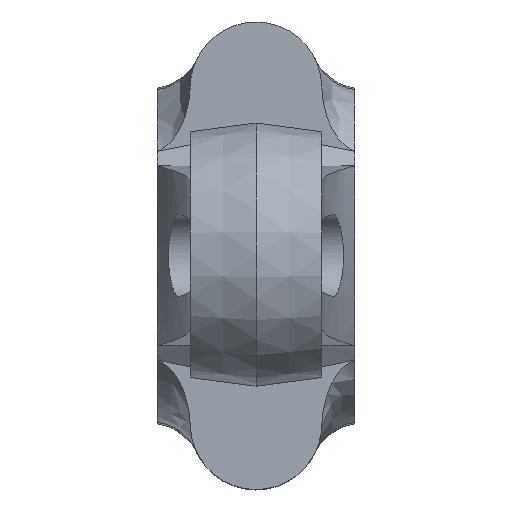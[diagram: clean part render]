
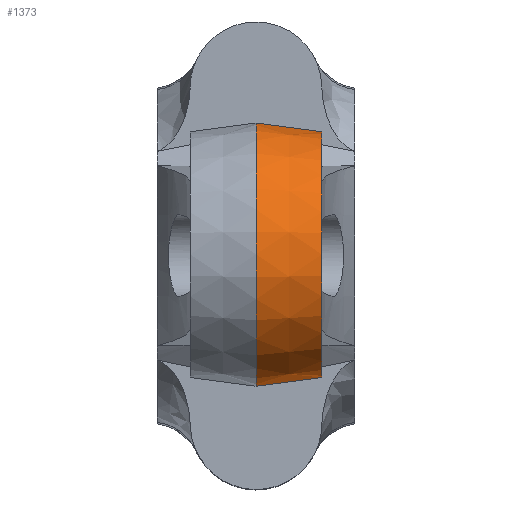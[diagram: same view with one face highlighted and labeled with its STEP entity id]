
A CAD part, top view. The second image highlights one B-rep face of the part: STEP entity #1373.
In plain terms, the highlighted conical face has half-angle 7.5 degrees and reference radius 20 mm.
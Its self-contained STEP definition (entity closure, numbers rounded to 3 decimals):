
#939=CARTESIAN_POINT('Vertex',(10.,18.683,120.)) ;
#942=CARTESIAN_POINT('Axis2P3D Location',(10.,0.,120.)) ;
#946=CARTESIAN_POINT('Vertex',(10.,-18.683,120.)) ;
#1335=CARTESIAN_POINT('Vertex',(0.,20.,120.)) ;
#1338=CARTESIAN_POINT('Line Origine',(5.,19.342,120.)) ;
#1350=CARTESIAN_POINT('Axis2P3D Location',(0.,0.,120.)) ;
#1355=CARTESIAN_POINT('Axis2P3D Location',(0.,0.,120.)) ;
#1359=CARTESIAN_POINT('Vertex',(0.,-20.,120.)) ;
#1362=CARTESIAN_POINT('Line Origine',(5.,-19.342,120.)) ;
#943=DIRECTION('Axis2P3D Direction',(1.,0.,0.)) ;
#1339=DIRECTION('Vector Direction',(-0.991,0.131,0.)) ;
#1351=DIRECTION('Axis2P3D Direction',(-1.,-0.,-0.)) ;
#1352=DIRECTION('Axis2P3D XDirection',(0.,1.,0.)) ;
#1356=DIRECTION('Axis2P3D Direction',(1.,0.,0.)) ;
#1363=DIRECTION('Vector Direction',(-0.991,-0.131,0.)) ;
#944=AXIS2_PLACEMENT_3D('Circle Axis2P3D',#942,#943,$) ;
#1353=AXIS2_PLACEMENT_3D('Cone Axis2P3D',#1350,#1351,#1352) ;
#1357=AXIS2_PLACEMENT_3D('Circle Axis2P3D',#1355,#1356,$) ;
#1368=ORIENTED_EDGE('',*,*,#948,.F.) ;
#1369=ORIENTED_EDGE('',*,*,#1342,.F.) ;
#1370=ORIENTED_EDGE('',*,*,#1361,.F.) ;
#1371=ORIENTED_EDGE('',*,*,#1366,.T.) ;
#1340=VECTOR('Line Direction',#1339,1.) ;
#1364=VECTOR('Line Direction',#1363,1.) ;
#1373=ADVANCED_FACE('PartBody',(#1372),#1354,.T.) ;
#945=CIRCLE('generated circle',#944,18.683) ;
#1358=CIRCLE('generated circle',#1357,20.) ;
#1354=CONICAL_SURFACE('Cone',#1353,20.,0.131) ;
#948=EDGE_CURVE('',#940,#947,#945,.T.) ;
#1342=EDGE_CURVE('',#1336,#940,#1341,.F.) ;
#1361=EDGE_CURVE('',#1360,#1336,#1358,.F.) ;
#1366=EDGE_CURVE('',#1360,#947,#1365,.F.) ;
#1367=EDGE_LOOP('',(#1368,#1369,#1370,#1371)) ;
#1372=FACE_OUTER_BOUND('',#1367,.T.) ;
#1341=LINE('Line',#1338,#1340) ;
#1365=LINE('Line',#1362,#1364) ;
#940=VERTEX_POINT('',#939) ;
#947=VERTEX_POINT('',#946) ;
#1336=VERTEX_POINT('',#1335) ;
#1360=VERTEX_POINT('',#1359) ;
